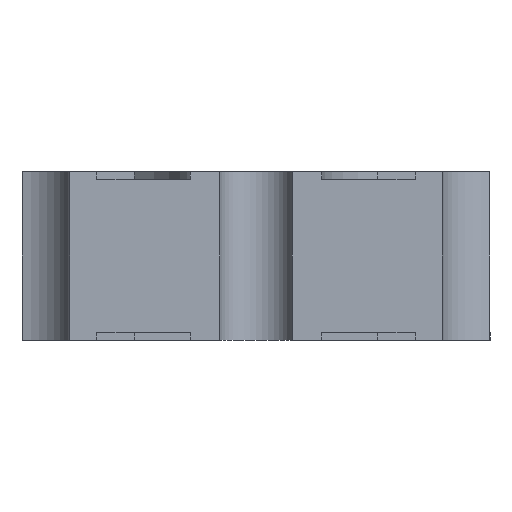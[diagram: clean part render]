
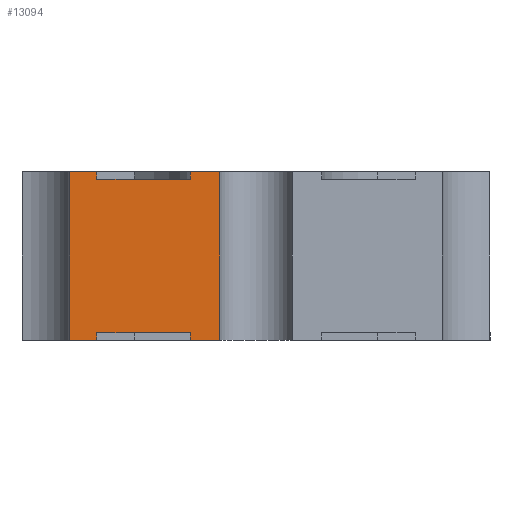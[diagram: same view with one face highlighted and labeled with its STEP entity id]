
A CAD part, left-side view. The second image highlights one B-rep face of the part: STEP entity #13094.
In plain terms, the highlighted planar face has unit normal (-1, 0, 0).
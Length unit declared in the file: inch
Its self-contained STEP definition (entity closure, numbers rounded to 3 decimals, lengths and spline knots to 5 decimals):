
#114 = VERTEX_POINT ( 'NONE', #7032 ) ;
#397 = LINE ( 'NONE', #12802, #1098 ) ;
#449 = CARTESIAN_POINT ( 'NONE',  ( -0.1, 0.0497, 0.045 ) ) ;
#606 = DIRECTION ( 'NONE',  ( 0., 0., -1. ) ) ;
#739 = DIRECTION ( 'NONE',  ( 0., -1., 0. ) ) ;
#1098 = VECTOR ( 'NONE', #12450, 39.37008 ) ;
#1529 = DIRECTION ( 'NONE',  ( 0., -1., 0. ) ) ;
#1584 = VERTEX_POINT ( 'NONE', #17199 ) ;
#2468 = PLANE ( 'NONE',  #16272 ) ;
#2507 = EDGE_CURVE ( 'NONE', #11288, #10491, #13975, .T. ) ;
#2534 = CARTESIAN_POINT ( 'NONE',  ( -0.1, 0.00968, 0.045 ) ) ;
#2575 = CARTESIAN_POINT ( 'NONE',  ( -0.1, 0.00968, 0.045 ) ) ;
#3161 = LINE ( 'NONE', #5794, #14855 ) ;
#3491 = ORIENTED_EDGE ( 'NONE', *, *, #12203, .T. ) ;
#3876 = ORIENTED_EDGE ( 'NONE', *, *, #17177, .F. ) ;
#4094 = LINE ( 'NONE', #5498, #7567 ) ;
#4194 = VERTEX_POINT ( 'NONE', #2534 ) ;
#4429 = ORIENTED_EDGE ( 'NONE', *, *, #9885, .F. ) ;
#4549 = EDGE_CURVE ( 'NONE', #16615, #5562, #11246, .T. ) ;
#4651 = ORIENTED_EDGE ( 'NONE', *, *, #8216, .T. ) ;
#5025 = CARTESIAN_POINT ( 'NONE',  ( -0.1, 0.0175, 0.043 ) ) ;
#5027 = CARTESIAN_POINT ( 'NONE',  ( -0.1, 0.0425, 0.043 ) ) ;
#5112 = CARTESIAN_POINT ( 'NONE',  ( -0.1, 0.0425, 0.002 ) ) ;
#5325 = VECTOR ( 'NONE', #9017, 39.37008 ) ;
#5456 = ORIENTED_EDGE ( 'NONE', *, *, #2507, .T. ) ;
#5496 = CARTESIAN_POINT ( 'NONE',  ( -0.1, 0.00968, 0. ) ) ;
#5498 = CARTESIAN_POINT ( 'NONE',  ( -0.1, 0.00968, 0. ) ) ;
#5562 = VERTEX_POINT ( 'NONE', #6818 ) ;
#5645 = CARTESIAN_POINT ( 'NONE',  ( -0.1, 0.00968, 0. ) ) ;
#5794 = CARTESIAN_POINT ( 'NONE',  ( -0.1, 0.0497, 0.045 ) ) ;
#6464 = DIRECTION ( 'NONE',  ( 0., 1., 0. ) ) ;
#6682 = ORIENTED_EDGE ( 'NONE', *, *, #16742, .T. ) ;
#6697 = VECTOR ( 'NONE', #739, 39.37008 ) ;
#6818 = CARTESIAN_POINT ( 'NONE',  ( -0.1, 0.0425, 0. ) ) ;
#7032 = CARTESIAN_POINT ( 'NONE',  ( -0.1, 0.0175, 0.045 ) ) ;
#7214 = CARTESIAN_POINT ( 'NONE',  ( -0.1, 0.0425, 0.043 ) ) ;
#7224 = ORIENTED_EDGE ( 'NONE', *, *, #15855, .F. ) ;
#7307 = VECTOR ( 'NONE', #11644, 39.37008 ) ;
#7438 = LINE ( 'NONE', #12798, #6697 ) ;
#7567 = VECTOR ( 'NONE', #10607, 39.37008 ) ;
#7580 = ORIENTED_EDGE ( 'NONE', *, *, #16231, .F. ) ;
#7592 = LINE ( 'NONE', #5025, #16647 ) ;
#7777 = CARTESIAN_POINT ( 'NONE',  ( -0.1, 0.00968, 0.045 ) ) ;
#7778 = LINE ( 'NONE', #15605, #5325 ) ;
#7851 = DIRECTION ( 'NONE',  ( 1., 0., 0. ) ) ;
#8114 = DIRECTION ( 'NONE',  ( 0., 0., -1. ) ) ;
#8216 = EDGE_CURVE ( 'NONE', #8425, #11288, #10592, .T. ) ;
#8425 = VERTEX_POINT ( 'NONE', #9347 ) ;
#8609 = VERTEX_POINT ( 'NONE', #449 ) ;
#9017 = DIRECTION ( 'NONE',  ( 0., -1., 0. ) ) ;
#9020 = ORIENTED_EDGE ( 'NONE', *, *, #11068, .T. ) ;
#9032 = VECTOR ( 'NONE', #6464, 39.37008 ) ;
#9166 = FACE_OUTER_BOUND ( 'NONE', #11456, .T. ) ;
#9347 = CARTESIAN_POINT ( 'NONE',  ( -0.1, 0.0175, 0.043 ) ) ;
#9407 = VERTEX_POINT ( 'NONE', #5645 ) ;
#9725 = VERTEX_POINT ( 'NONE', #10953 ) ;
#9840 = CARTESIAN_POINT ( 'NONE',  ( -0.1, 0.0425, 0.002 ) ) ;
#9885 = EDGE_CURVE ( 'NONE', #114, #4194, #7438, .T. ) ;
#10402 = VECTOR ( 'NONE', #8114, 39.37008 ) ;
#10491 = VERTEX_POINT ( 'NONE', #16522 ) ;
#10592 = LINE ( 'NONE', #15860, #9032 ) ;
#10607 = DIRECTION ( 'NONE',  ( 0., -1., 0. ) ) ;
#10651 = CARTESIAN_POINT ( 'NONE',  ( -0.1, 0.0497, 0. ) ) ;
#10953 = CARTESIAN_POINT ( 'NONE',  ( -0.1, 0.0175, 0. ) ) ;
#10954 = LINE ( 'NONE', #5496, #16918 ) ;
#11068 = EDGE_CURVE ( 'NONE', #9725, #9407, #4094, .T. ) ;
#11246 = LINE ( 'NONE', #9840, #15429 ) ;
#11288 = VERTEX_POINT ( 'NONE', #5027 ) ;
#11456 = EDGE_LOOP ( 'NONE', ( #3491, #9020, #7580, #4429, #3876, #4651, #5456, #7224, #12701, #6682, #14747, #15822 ) ) ;
#11507 = DIRECTION ( 'NONE',  ( 0., 0., -1. ) ) ;
#11541 = DIRECTION ( 'NONE',  ( 0., 0., 1. ) ) ;
#11644 = DIRECTION ( 'NONE',  ( 0., -1., 0. ) ) ;
#12203 = EDGE_CURVE ( 'NONE', #1584, #9725, #397, .T. ) ;
#12430 = EDGE_CURVE ( 'NONE', #16615, #1584, #7778, .T. ) ;
#12450 = DIRECTION ( 'NONE',  ( 0., 0., -1. ) ) ;
#12701 = ORIENTED_EDGE ( 'NONE', *, *, #14430, .T. ) ;
#12798 = CARTESIAN_POINT ( 'NONE',  ( -0.1, 0.00968, 0.045 ) ) ;
#12802 = CARTESIAN_POINT ( 'NONE',  ( -0.1, 0.0175, 0.002 ) ) ;
#12971 = LINE ( 'NONE', #7777, #7307 ) ;
#13094 = ADVANCED_FACE ( 'NONE', ( #9166 ), #2468, .F. ) ;
#13201 = DIRECTION ( 'NONE',  ( 0., 0., -1. ) ) ;
#13975 = LINE ( 'NONE', #7214, #15422 ) ;
#14430 = EDGE_CURVE ( 'NONE', #8609, #16533, #3161, .T. ) ;
#14747 = ORIENTED_EDGE ( 'NONE', *, *, #4549, .F. ) ;
#14855 = VECTOR ( 'NONE', #606, 39.37008 ) ;
#15422 = VECTOR ( 'NONE', #15559, 39.37008 ) ;
#15429 = VECTOR ( 'NONE', #11507, 39.37008 ) ;
#15559 = DIRECTION ( 'NONE',  ( 0., 0., 1. ) ) ;
#15605 = CARTESIAN_POINT ( 'NONE',  ( -0.1, 0.0425, 0.002 ) ) ;
#15822 = ORIENTED_EDGE ( 'NONE', *, *, #12430, .T. ) ;
#15855 = EDGE_CURVE ( 'NONE', #8609, #10491, #12971, .T. ) ;
#15860 = CARTESIAN_POINT ( 'NONE',  ( -0.1, 0.065, 0.043 ) ) ;
#16193 = LINE ( 'NONE', #2575, #10402 ) ;
#16231 = EDGE_CURVE ( 'NONE', #4194, #9407, #16193, .T. ) ;
#16272 = AXIS2_PLACEMENT_3D ( 'NONE', #16816, #7851, #13201 ) ;
#16522 = CARTESIAN_POINT ( 'NONE',  ( -0.1, 0.0425, 0.045 ) ) ;
#16533 = VERTEX_POINT ( 'NONE', #10651 ) ;
#16615 = VERTEX_POINT ( 'NONE', #5112 ) ;
#16647 = VECTOR ( 'NONE', #11541, 39.37008 ) ;
#16742 = EDGE_CURVE ( 'NONE', #16533, #5562, #10954, .T. ) ;
#16816 = CARTESIAN_POINT ( 'NONE',  ( -0.1, 0.00968, 0.045 ) ) ;
#16918 = VECTOR ( 'NONE', #1529, 39.37008 ) ;
#17177 = EDGE_CURVE ( 'NONE', #8425, #114, #7592, .T. ) ;
#17199 = CARTESIAN_POINT ( 'NONE',  ( -0.1, 0.0175, 0.002 ) ) ;
